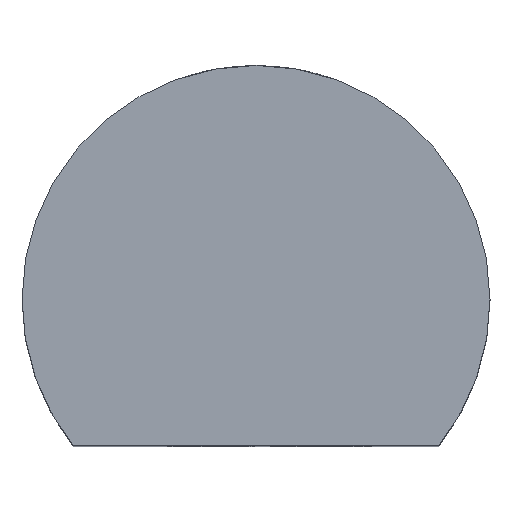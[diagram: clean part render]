
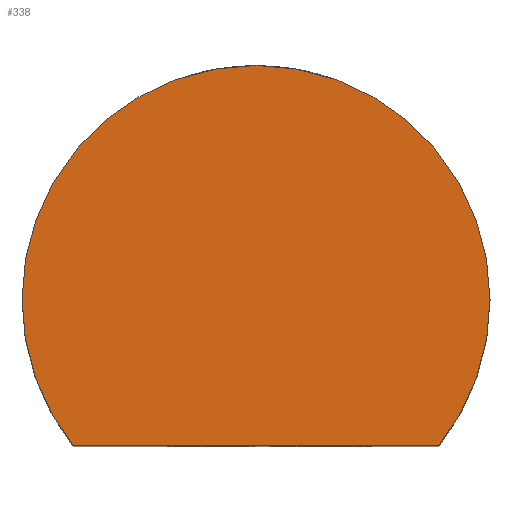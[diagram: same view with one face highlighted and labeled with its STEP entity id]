
A CAD part, top view. The second image highlights one B-rep face of the part: STEP entity #338.
In plain terms, the highlighted planar face has unit normal (0, 0, 1).
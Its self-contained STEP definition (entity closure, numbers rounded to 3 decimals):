
#214 = CARTESIAN_POINT ( 'NONE',  ( 1.873, -1.85, 4.8 ) ) ;
#338 = ADVANCED_FACE ( 'NONE', ( #11953 ), #12613, .T. ) ;
#708 = DIRECTION ( 'NONE',  ( 0., 0., 1. ) ) ;
#750 = DIRECTION ( 'NONE',  ( -1., 0., 0. ) ) ;
#938 = DIRECTION ( 'NONE',  ( 0., 0., 1. ) ) ;
#1510 = ORIENTED_EDGE ( 'NONE', *, *, #7396, .F. ) ;
#2150 = CARTESIAN_POINT ( 'NONE',  ( 2.4, -0.35, 4.8 ) ) ;
#2276 = LINE ( 'NONE', #214, #11168 ) ;
#3259 = CARTESIAN_POINT ( 'NONE',  ( 0., -0.35, 4.8 ) ) ;
#3423 = EDGE_CURVE ( 'NONE', #11990, #3932, #10766, .T. ) ;
#3886 = AXIS2_PLACEMENT_3D ( 'NONE', #3259, #6298, #6105 ) ;
#3932 = VERTEX_POINT ( 'NONE', #2150 ) ;
#4788 = CARTESIAN_POINT ( 'NONE',  ( 1.873, -1.85, 4.8 ) ) ;
#4823 = DIRECTION ( 'NONE',  ( 0., 0., 1. ) ) ;
#4949 = CIRCLE ( 'NONE', #3886, 2.4 ) ;
#6010 = CARTESIAN_POINT ( 'NONE',  ( 0., -0.35, 4.8 ) ) ;
#6105 = DIRECTION ( 'NONE',  ( -1., 0., 0. ) ) ;
#6298 = DIRECTION ( 'NONE',  ( 0., 0., 1. ) ) ;
#6538 = CIRCLE ( 'NONE', #12245, 2.4 ) ;
#7164 = AXIS2_PLACEMENT_3D ( 'NONE', #9802, #708, #11605 ) ;
#7385 = ORIENTED_EDGE ( 'NONE', *, *, #8134, .T. ) ;
#7396 = EDGE_CURVE ( 'NONE', #11990, #11036, #2276, .T. ) ;
#8134 = EDGE_CURVE ( 'NONE', #3932, #10260, #6538, .T. ) ;
#8288 = CARTESIAN_POINT ( 'NONE',  ( -1.873, -1.85, 4.8 ) ) ;
#8312 = DIRECTION ( 'NONE',  ( -1., 0., 0. ) ) ;
#8872 = ORIENTED_EDGE ( 'NONE', *, *, #11332, .T. ) ;
#9060 = AXIS2_PLACEMENT_3D ( 'NONE', #6010, #938, #10889 ) ;
#9748 = EDGE_LOOP ( 'NONE', ( #1510, #10285, #7385, #8872 ) ) ;
#9802 = CARTESIAN_POINT ( 'NONE',  ( 0., -0.35, 4.8 ) ) ;
#10260 = VERTEX_POINT ( 'NONE', #10890 ) ;
#10285 = ORIENTED_EDGE ( 'NONE', *, *, #3423, .T. ) ;
#10766 = CIRCLE ( 'NONE', #9060, 2.4 ) ;
#10889 = DIRECTION ( 'NONE',  ( -1., 0., 0. ) ) ;
#10890 = CARTESIAN_POINT ( 'NONE',  ( -2.4, -0.35, 4.8 ) ) ;
#11036 = VERTEX_POINT ( 'NONE', #8288 ) ;
#11168 = VECTOR ( 'NONE', #8312, 1000. ) ;
#11332 = EDGE_CURVE ( 'NONE', #10260, #11036, #4949, .T. ) ;
#11605 = DIRECTION ( 'NONE',  ( -1., 0., 0. ) ) ;
#11786 = CARTESIAN_POINT ( 'NONE',  ( 0., -0.35, 4.8 ) ) ;
#11953 = FACE_OUTER_BOUND ( 'NONE', #9748, .T. ) ;
#11990 = VERTEX_POINT ( 'NONE', #4788 ) ;
#12245 = AXIS2_PLACEMENT_3D ( 'NONE', #11786, #4823, #750 ) ;
#12613 = PLANE ( 'NONE',  #7164 ) ;
